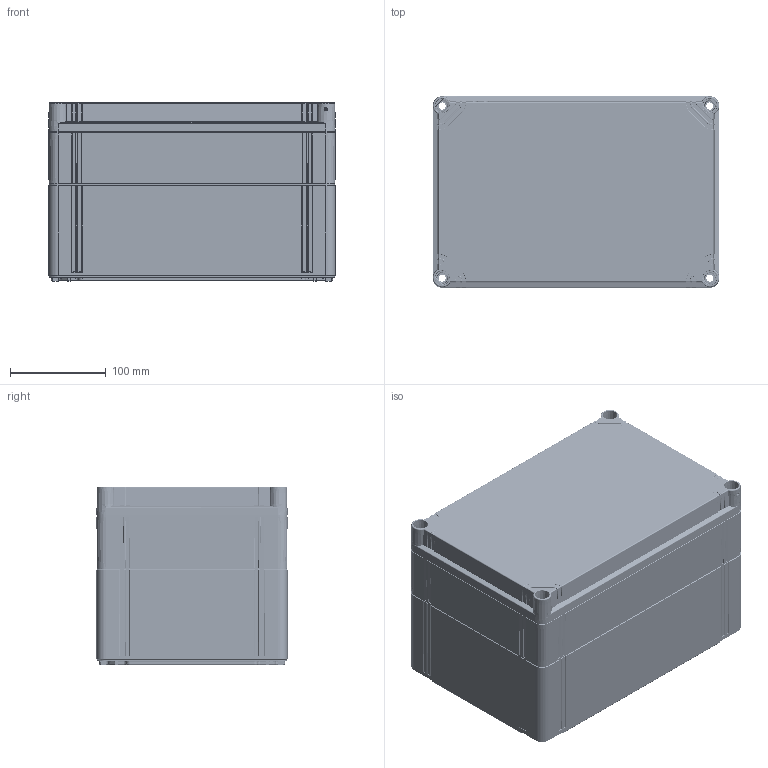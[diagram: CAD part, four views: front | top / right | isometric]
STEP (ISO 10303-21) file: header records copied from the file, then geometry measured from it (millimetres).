
FILE_DESCRIPTION((''),'2;1');
FILE_NAME('OPCP203018G_ASM','2020-01-28T13:39:14',('antti_kumpulainen'),(''),'CREO PARAMETRIC BY PTC INC, 2019224','CREO PARAMETRIC BY PTC INC, 2019224','');
FILE_SCHEMA(('AUTOMOTIVE_DESIGN { 1 0 10303 214 1 1 1 1 }'));
Products named in the file (4): OPCP203010B_AF0; OPCG203003L_AF0; OPCP203006E; OPCP203018G_ASM
Assembly tree (3 placements, depth 2):
  OPCP203018G_ASM
    OPCP203010B_AF0
    OPCG203003L_AF0
    OPCP203006E
Bounding box: 300 x 200 x 187 mm (x, y, z)
Volume: 1440137.7 mm3; surface area: 780293 mm2
Topology: 3 solids, 3 shells, 5745 faces, 15872 edges, 11158 vertices
Faces by surface type: plane 2662, cylinder 1125, cone 780, torus 650, bspline 471, sphere 57
Entity records: 266027 total; most frequent: CARTESIAN_POINT 71672, ORIENTED_EDGE 29468, DIRECTION 29374, PRESENTATION_STYLE_ASSIGNMENT 15684, STYLED_ITEM 15684, CURVE_STYLE 15681, EDGE_CURVE 14734, VECTOR 10250
